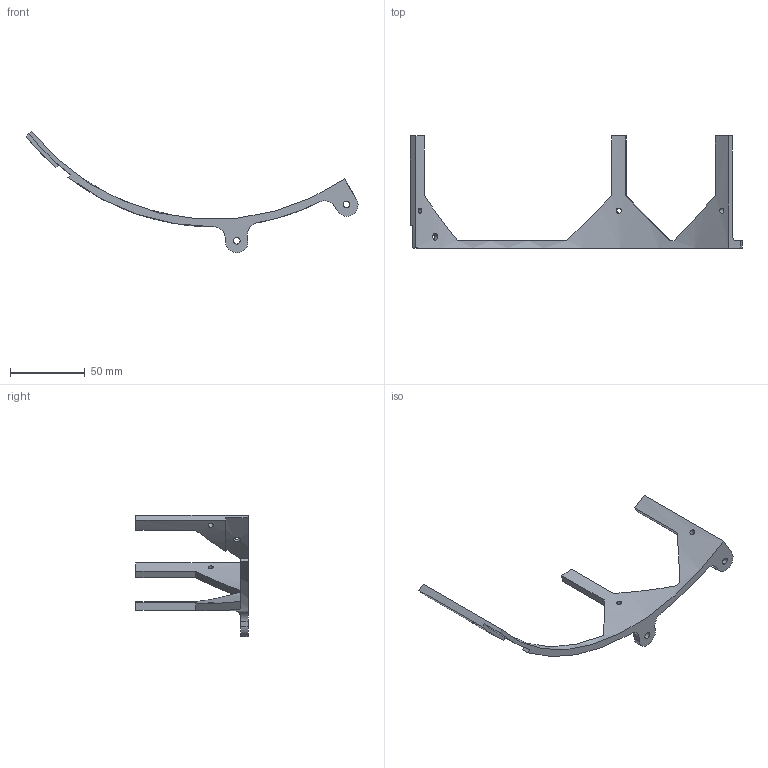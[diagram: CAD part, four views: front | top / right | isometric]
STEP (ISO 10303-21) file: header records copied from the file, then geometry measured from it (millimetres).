
FILE_DESCRIPTION(/* description */ (''),/* implementation_level */ '2;1');
FILE_NAME(/* name */ '',/* time_stamp */ '2026-01-09T12:52:12+03:00',/* author */ ('Phantom'),/* organization */ (''),/* preprocessor_version */ 'ST-DEVELOPER v20.1',/* originating_system */ 'Autodesk Inventor 2026',/* authorisation */ '');
FILE_SCHEMA (('AUTOMOTIVE_DESIGN { 1 0 10303 214 3 1 1 }'));
Length unit declared in the file: millimetre
Products named in the file (1): барабан для 
портфолио 2
Bounding box: 221.92 x 75 x 81.12 mm (x, y, z)
Volume: 26060.4 mm3; surface area: 15500.1 mm2
Topology: 1 solids, 1 shells, 40 faces, 140 edges, 131 vertices
Faces by surface type: plane 23, cylinder 15, torus 2
Full cylindrical faces by diameter (mm): 3.4 x3, 4.5 x3
Entity records: 1856 total; most frequent: CARTESIAN_POINT 619, ORIENTED_EDGE 242, DIRECTION 234, EDGE_CURVE 121, AXIS2_PLACEMENT_3D 88, VERTEX_POINT 83, LINE 58, VECTOR 58
